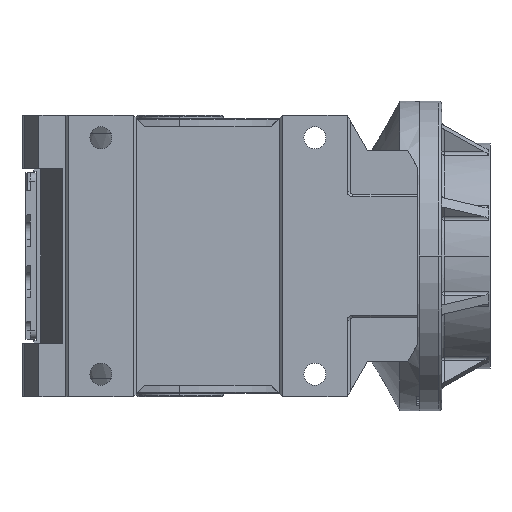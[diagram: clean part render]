
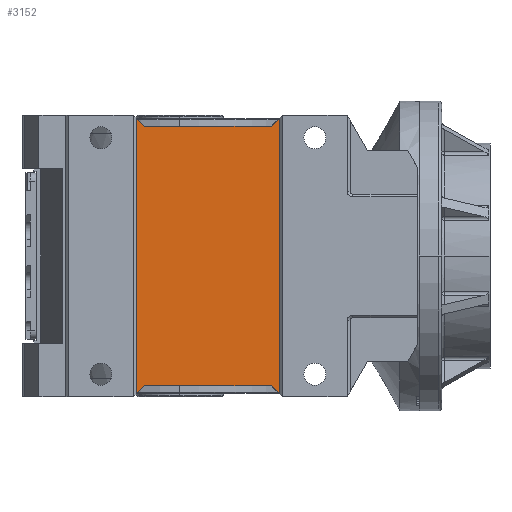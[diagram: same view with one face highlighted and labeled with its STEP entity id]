
A CAD part, front view. The second image highlights one B-rep face of the part: STEP entity #3152.
In plain terms, the highlighted planar face has unit normal (0, -1, 0).
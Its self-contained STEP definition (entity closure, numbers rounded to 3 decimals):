
#1956=PLANE('',#31106);
#3152=ADVANCED_FACE('',(#5333),#1956,.F.);
#5333=FACE_OUTER_BOUND('',#7018,.T.);
#7018=EDGE_LOOP('',(#14405,#14406,#14407,#14408,#14409,#14410,#14411,#14412));
#14405=ORIENTED_EDGE('',*,*,#23161,.T.);
#14406=ORIENTED_EDGE('',*,*,#23162,.F.);
#14407=ORIENTED_EDGE('',*,*,#23163,.T.);
#14408=ORIENTED_EDGE('',*,*,#23164,.F.);
#14409=ORIENTED_EDGE('',*,*,#23165,.F.);
#14410=ORIENTED_EDGE('',*,*,#22840,.F.);
#14411=ORIENTED_EDGE('',*,*,#22838,.T.);
#14412=ORIENTED_EDGE('',*,*,#22836,.F.);
#19374=VERTEX_POINT('',#46661);
#19375=VERTEX_POINT('',#46663);
#19376=VERTEX_POINT('',#46667);
#19377=VERTEX_POINT('',#46671);
#19564=VERTEX_POINT('',#47323);
#19565=VERTEX_POINT('',#47327);
#19566=VERTEX_POINT('',#47329);
#19567=VERTEX_POINT('',#47331);
#22836=EDGE_CURVE('',#19374,#19375,#25784,.T.);
#22838=EDGE_CURVE('',#19376,#19375,#25786,.T.);
#22840=EDGE_CURVE('',#19376,#19377,#25788,.T.);
#23161=EDGE_CURVE('',#19374,#19564,#26002,.T.);
#23162=EDGE_CURVE('',#19565,#19564,#26003,.T.);
#23163=EDGE_CURVE('',#19565,#19566,#26004,.T.);
#23164=EDGE_CURVE('',#19567,#19566,#26005,.T.);
#23165=EDGE_CURVE('',#19377,#19567,#26006,.T.);
#25784=LINE('',#46662,#27893);
#25786=LINE('',#46666,#27895);
#25788=LINE('',#46670,#27897);
#26002=LINE('',#47324,#28111);
#26003=LINE('',#47326,#28112);
#26004=LINE('',#47328,#28113);
#26005=LINE('',#47330,#28114);
#26006=LINE('',#47332,#28115);
#27893=VECTOR('',#37178,1.);
#27895=VECTOR('',#37182,1.);
#27897=VECTOR('',#37186,1.);
#28111=VECTOR('',#37904,1.);
#28112=VECTOR('',#37907,1.);
#28113=VECTOR('',#37908,1.);
#28114=VECTOR('',#37909,1.);
#28115=VECTOR('',#37910,1.);
#31106=AXIS2_PLACEMENT_3D('',#47333,#37911,#37912);
#37178=DIRECTION('',(0.707,0.,-0.707));
#37182=DIRECTION('',(-1.,0.,0.));
#37186=DIRECTION('',(0.707,0.,0.707));
#37904=DIRECTION('',(0.,0.,-1.));
#37907=DIRECTION('',(-0.707,0.,-0.707));
#37908=DIRECTION('',(1.,0.,0.));
#37909=DIRECTION('',(-0.707,0.,0.707));
#37910=DIRECTION('',(0.,0.,-1.));
#37911=DIRECTION('',(0.,1.,0.));
#37912=DIRECTION('',(1.,0.,0.));
#46661=CARTESIAN_POINT('',(-77.5,-445.,245.));
#46662=CARTESIAN_POINT('',(-77.5,-445.,245.));
#46663=CARTESIAN_POINT('',(-62.5,-445.,230.));
#46666=CARTESIAN_POINT('',(162.5,-445.,230.));
#46667=CARTESIAN_POINT('',(162.5,-445.,230.));
#46670=CARTESIAN_POINT('',(162.5,-445.,230.));
#46671=CARTESIAN_POINT('',(177.5,-445.,245.));
#47323=CARTESIAN_POINT('',(-77.5,-445.,-245.));
#47324=CARTESIAN_POINT('',(-77.5,-445.,245.));
#47326=CARTESIAN_POINT('',(-62.5,-445.,-230.));
#47327=CARTESIAN_POINT('',(-62.5,-445.,-230.));
#47328=CARTESIAN_POINT('',(-62.5,-445.,-230.));
#47329=CARTESIAN_POINT('',(162.5,-445.,-230.));
#47330=CARTESIAN_POINT('',(177.5,-445.,-245.));
#47331=CARTESIAN_POINT('',(177.5,-445.,-245.));
#47332=CARTESIAN_POINT('',(177.5,-445.,245.));
#47333=CARTESIAN_POINT('',(177.5,-445.,-250.));
